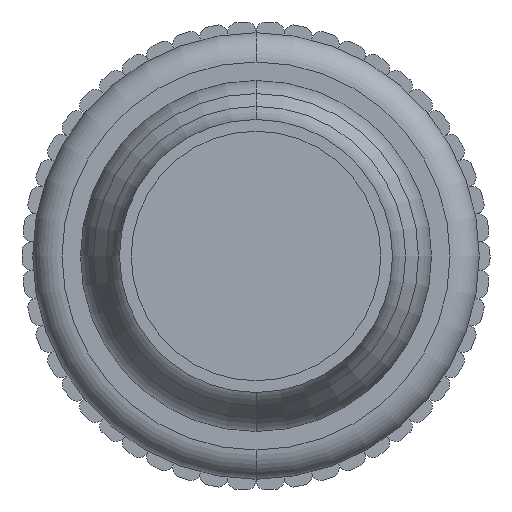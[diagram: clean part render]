
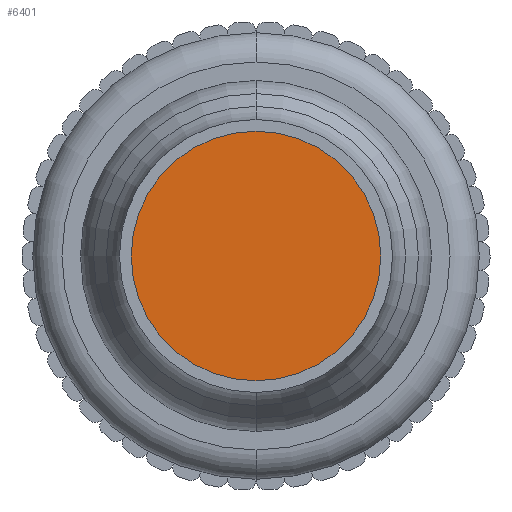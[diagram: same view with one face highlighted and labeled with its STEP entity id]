
A CAD part, front view. The second image highlights one B-rep face of the part: STEP entity #6401.
In plain terms, the highlighted planar face has unit normal (0, -1, 0).
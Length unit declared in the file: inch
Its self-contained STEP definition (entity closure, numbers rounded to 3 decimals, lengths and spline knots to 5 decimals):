
#583 = CIRCLE ( 'NONE', #3191, 0.14173 ) ;
#887 = FACE_OUTER_BOUND ( 'NONE', #7891, .T. ) ;
#1013 = EDGE_CURVE ( 'NONE', #7444, #3509, #8936, .T. ) ;
#1049 = DIRECTION ( 'NONE',  ( 0., 0., 1. ) ) ;
#1176 = EDGE_CURVE ( 'NONE', #3509, #7444, #583, .T. ) ;
#1755 = ORIENTED_EDGE ( 'NONE', *, *, #1013, .T. ) ;
#1866 = DIRECTION ( 'NONE',  ( 0., 0., 1. ) ) ;
#2478 = AXIS2_PLACEMENT_3D ( 'NONE', #9257, #9087, #5744 ) ;
#3191 = AXIS2_PLACEMENT_3D ( 'NONE', #9388, #9275, #1866 ) ;
#3509 = VERTEX_POINT ( 'NONE', #9352 ) ;
#5356 = DIRECTION ( 'NONE',  ( 0., -1., 0. ) ) ;
#5744 = DIRECTION ( 'NONE',  ( 0., 0., 1. ) ) ;
#6401 = ADVANCED_FACE ( 'NONE', ( #887 ), #10026, .F. ) ;
#6612 = CARTESIAN_POINT ( 'NONE',  ( 0., -0.54699, 0.14173 ) ) ;
#7444 = VERTEX_POINT ( 'NONE', #6612 ) ;
#7725 = ORIENTED_EDGE ( 'NONE', *, *, #1176, .T. ) ;
#7891 = EDGE_LOOP ( 'NONE', ( #1755, #7725 ) ) ;
#8936 = CIRCLE ( 'NONE', #9986, 0.14173 ) ;
#9087 = DIRECTION ( 'NONE',  ( 0., 1., 0. ) ) ;
#9257 = CARTESIAN_POINT ( 'NONE',  ( 0.15157, -0.54699, 0. ) ) ;
#9275 = DIRECTION ( 'NONE',  ( 0., -1., 0. ) ) ;
#9352 = CARTESIAN_POINT ( 'NONE',  ( 0., -0.54699, -0.14173 ) ) ;
#9388 = CARTESIAN_POINT ( 'NONE',  ( 0., -0.54699, 0. ) ) ;
#9986 = AXIS2_PLACEMENT_3D ( 'NONE', #10297, #5356, #1049 ) ;
#10026 = PLANE ( 'NONE',  #2478 ) ;
#10297 = CARTESIAN_POINT ( 'NONE',  ( 0., -0.54699, 0. ) ) ;
